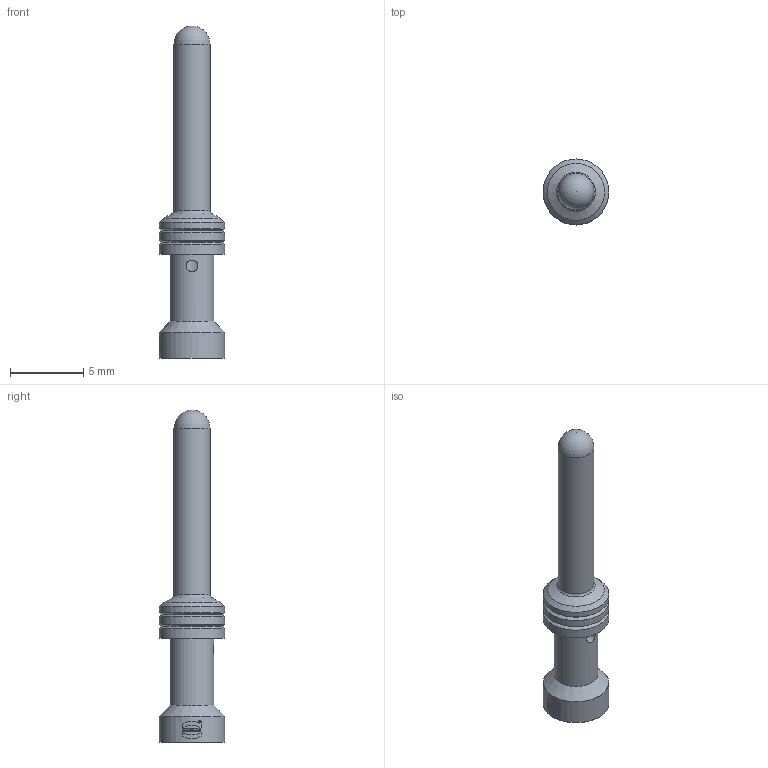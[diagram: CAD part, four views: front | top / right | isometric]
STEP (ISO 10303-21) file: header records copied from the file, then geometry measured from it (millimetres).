
FILE_DESCRIPTION(/* description */ (''),/* implementation_level */ '2;1');
FILE_NAME(/* name */ '100737794ugm000_a.stp',/* time_stamp */ '2017-09-28T17:19:48+02:00',/* author */ (''),/* organization */ (''),/* preprocessor_version */ 'ST-DEVELOPER v16',/* originating_system */ 'SIEMENS PLM Software NX 10.0',/* authorisation */ '');
FILE_SCHEMA (('AUTOMOTIVE_DESIGN { 1 0 10303 214 3 1 1 1 }'));
Length unit declared in the file: millimetre
Products named in the file (1): 100737794ugm000_a
Bounding box: 4.5 x 4.5 x 22.7 mm (x, y, z)
Volume: 141.3 mm3; surface area: 320.1 mm2
Topology: 1 solids, 2 shells, 124 faces, 313 edges, 206 vertices
Faces by surface type: plane 78, cylinder 34, cone 8, extrusion 2, sphere 1, torus 1
Full cylindrical faces by diameter (mm): 0.137 x1, 0.161 x1, 0.8 x1, 1.78 x1, 2.47 x1, 3 x1, 4.46 x1, 4.5 x4
Entity records: 5107 total; most frequent: CARTESIAN_POINT 1453, DIRECTION 618, ORIENTED_EDGE 564, EDGE_CURVE 283, AXIS2_PLACEMENT_3D 236, VERTEX_POINT 198, EDGE_LOOP 163, VECTOR 146
